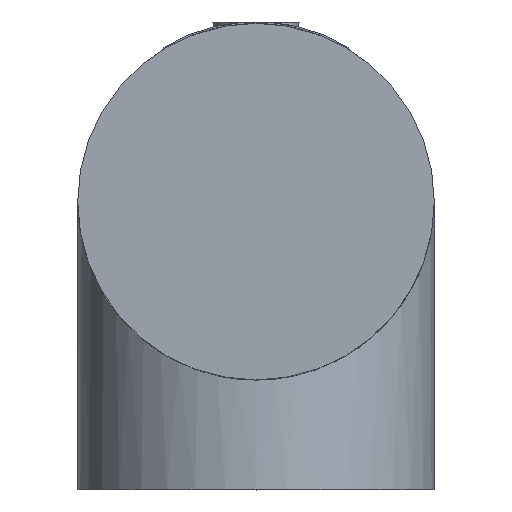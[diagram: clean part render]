
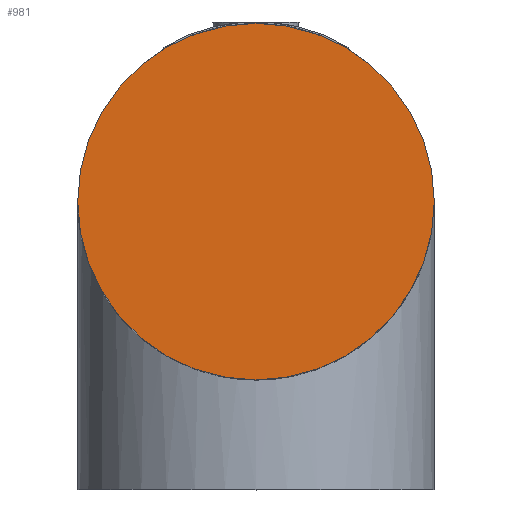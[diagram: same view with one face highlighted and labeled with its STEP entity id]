
A CAD part, top view. The second image highlights one B-rep face of the part: STEP entity #981.
In plain terms, the highlighted planar face has unit normal (0, 0, 1).
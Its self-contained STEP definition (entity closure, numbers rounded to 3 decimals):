
#287=CARTESIAN_POINT('',(0.,0.,136.));
#288=DIRECTION('',(0.,0.,1.));
#289=DIRECTION('',(1.,0.,0.));
#290=AXIS2_PLACEMENT_3D('',#287,#288,#289);
#292=CARTESIAN_POINT('',(0.,0.,136.));
#293=DIRECTION('',(0.,0.,1.));
#294=DIRECTION('',(-1.,0.,0.));
#295=AXIS2_PLACEMENT_3D('',#292,#293,#294);
#423=CARTESIAN_POINT('',(15.5,0.,136.));
#424=CARTESIAN_POINT('',(-15.5,0.,136.));
#425=VERTEX_POINT('',#423);
#426=VERTEX_POINT('',#424);
#972=CARTESIAN_POINT('',(0.,0.,136.));
#973=DIRECTION('',(0.,0.,1.));
#974=DIRECTION('',(1.,0.,0.));
#975=AXIS2_PLACEMENT_3D('',#972,#973,#974);
#976=PLANE('',#975);
#977=ORIENTED_EDGE('',*,*,#942,.F.);
#978=ORIENTED_EDGE('',*,*,#815,.F.);
#979=EDGE_LOOP('',(#977,#978));
#980=FACE_OUTER_BOUND('',#979,.F.);
#981=ADVANCED_FACE('',(#980),#976,.T.);
#291=CIRCLE('',#290,15.5);
#296=CIRCLE('',#295,15.5);
#815=EDGE_CURVE('',#426,#425,#296,.T.);
#942=EDGE_CURVE('',#425,#426,#291,.T.);
